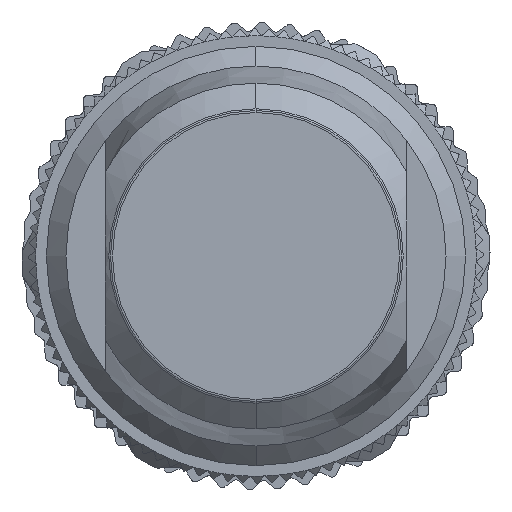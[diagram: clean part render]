
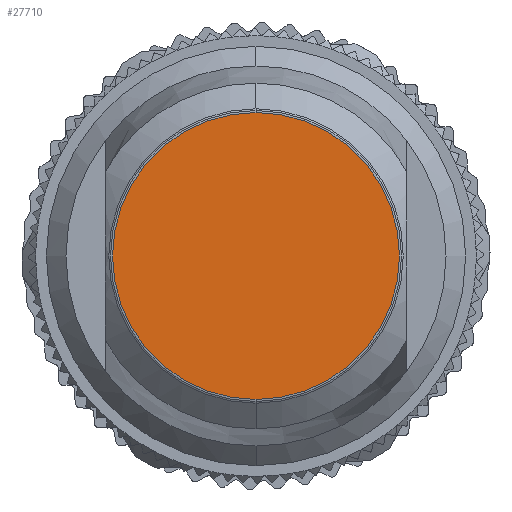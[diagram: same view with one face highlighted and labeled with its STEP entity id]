
A CAD part, front view. The second image highlights one B-rep face of the part: STEP entity #27710.
In plain terms, the highlighted planar face has unit normal (0, -1, 0).
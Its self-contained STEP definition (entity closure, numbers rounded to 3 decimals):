
#8653=CARTESIAN_POINT('',(0.,-45.5,0.));
#8654=DIRECTION('',(0.,-1.,0.));
#8655=DIRECTION('',(0.,0.,-1.));
#8656=AXIS2_PLACEMENT_3D('',#8653,#8654,#8655);
#8661=CARTESIAN_POINT('',(0.,-45.5,0.));
#8662=DIRECTION('',(0.,-1.,0.));
#8663=DIRECTION('',(0.,0.,1.));
#8664=AXIS2_PLACEMENT_3D('',#8661,#8662,#8663);
#22443=CARTESIAN_POINT('',(0.,-45.5,6.192));
#22444=VERTEX_POINT('',#22443);
#22445=CARTESIAN_POINT('',(0.,-45.5,-6.192));
#22446=VERTEX_POINT('',#22445);
#27700=CARTESIAN_POINT('',(0.,-45.5,0.));
#27701=DIRECTION('',(0.,-1.,0.));
#27702=DIRECTION('',(0.,0.,-1.));
#27703=AXIS2_PLACEMENT_3D('',#27700,#27701,#27702);
#27704=PLANE('',#27703);
#27706=ORIENTED_EDGE('',*,*,#27705,.F.);
#27707=ORIENTED_EDGE('',*,*,#27690,.F.);
#27708=EDGE_LOOP('',(#27706,#27707));
#27709=FACE_OUTER_BOUND('',#27708,.F.);
#27710=ADVANCED_FACE('',(#27709),#27704,.T.);
#8657=CIRCLE('',#8656,6.192);
#8665=CIRCLE('',#8664,6.192);
#27690=EDGE_CURVE('',#22444,#22446,#8665,.T.);
#27705=EDGE_CURVE('',#22446,#22444,#8657,.T.);
